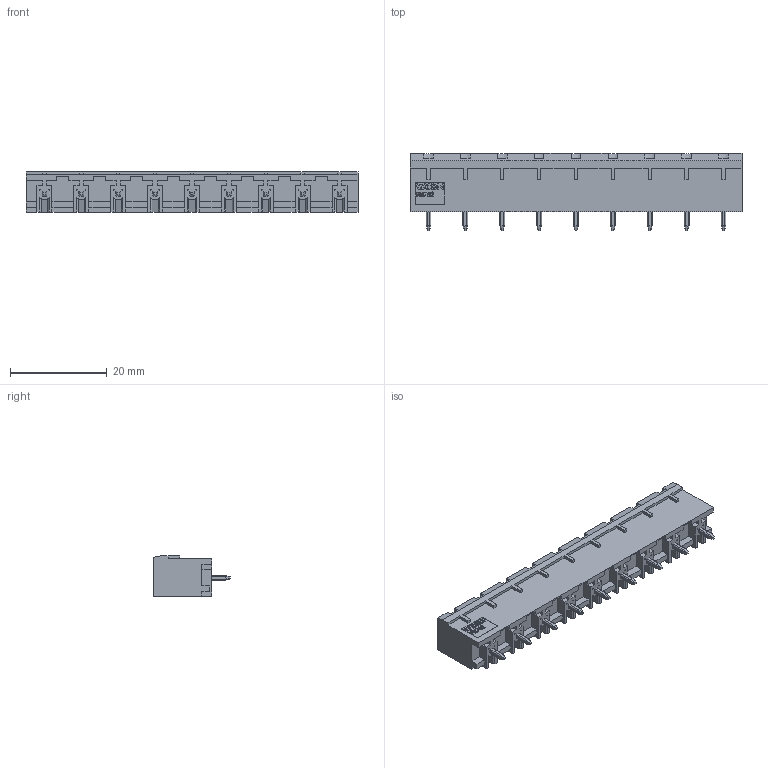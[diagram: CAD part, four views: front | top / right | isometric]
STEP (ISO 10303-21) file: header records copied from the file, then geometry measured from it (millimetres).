
FILE_DESCRIPTION( ('This file contains a STEP AP42 implementation' ,'as created by ZW3D STEP Interface translator.') ,'2;1' );
FILE_NAME( 'PM762-1S09ASM1.stp' ,'231129.1150 2', (''), ('ZWCAD Software Co.'), 'Version 1.0', 'ZW3D to STEP translator', '' );
FILE_SCHEMA(('AUTOMOTIVE_DESIGN { 1 0 10303 214 1 1 1 1 }'));
Length unit declared in the file: millimetre
Products named in the file (2): 0; PM762-1S09ASM1
Bounding box: 68.58 x 15.9 x 8.3 mm (x, y, z)
Volume: 2660.9 mm3; surface area: 5191.9 mm2
Topology: 1 solids, 1 shells, 964 faces, 2612 edges, 1664 vertices
Faces by surface type: plane 716, bspline 116, cylinder 105, cone 27
Full cylindrical faces by diameter (mm): 0.562 x1, 1.2 x1
Entity records: 40055 total; most frequent: CARTESIAN_POINT 19010, ORIENTED_EDGE 5152, DIRECTION 2605, EDGE_CURVE 2576, B_SPLINE_CURVE_WITH_KNOTS 1825, VERTEX_POINT 1664, AXIS2_PLACEMENT_3D 1050, EDGE_LOOP 1014
